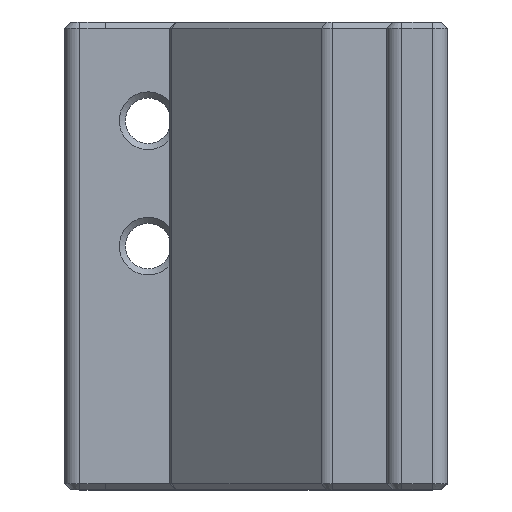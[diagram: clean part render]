
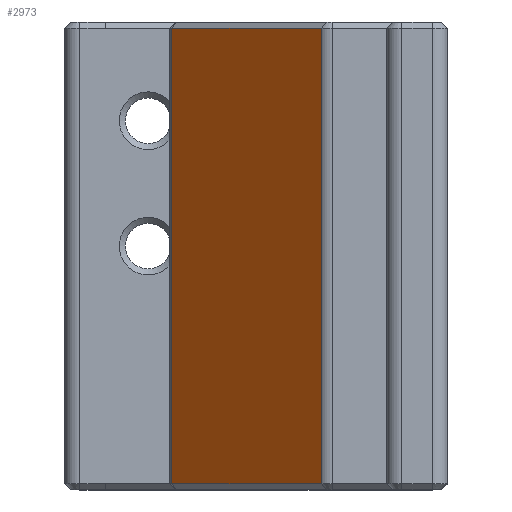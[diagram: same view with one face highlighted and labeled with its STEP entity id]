
A CAD part, left-side view. The second image highlights one B-rep face of the part: STEP entity #2973.
In plain terms, the highlighted planar face has unit normal (-0.707, 0.707, 0).
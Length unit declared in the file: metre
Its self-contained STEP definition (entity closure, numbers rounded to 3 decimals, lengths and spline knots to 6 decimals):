
#236=LINE('',#4661,#466);
#237=LINE('',#4664,#467);
#238=LINE('',#4666,#468);
#239=LINE('',#4668,#469);
#466=VECTOR('',#3650,1.);
#467=VECTOR('',#3651,1.);
#468=VECTOR('',#3652,1.);
#469=VECTOR('',#3653,1.);
#735=ORIENTED_EDGE('',*,*,#1570,.T.);
#736=ORIENTED_EDGE('',*,*,#1571,.T.);
#737=ORIENTED_EDGE('',*,*,#1572,.T.);
#738=ORIENTED_EDGE('',*,*,#1573,.T.);
#1570=EDGE_CURVE('',#1987,#1988,#236,.F.);
#1571=EDGE_CURVE('',#1988,#1989,#237,.T.);
#1572=EDGE_CURVE('',#1989,#1990,#238,.T.);
#1573=EDGE_CURVE('',#1990,#1987,#239,.T.);
#1987=VERTEX_POINT('',#4662);
#1988=VERTEX_POINT('',#4663);
#1989=VERTEX_POINT('',#4665);
#1990=VERTEX_POINT('',#4667);
#2324=EDGE_LOOP('',(#735,#736,#737,#738));
#2612=FACE_BOUND('',#2324,.T.);
#2890=PLANE('',#3211);
#2973=ADVANCED_FACE('',(#2612),#2890,.T.);
#3211=AXIS2_PLACEMENT_3D('',#4660,#3648,#3649);
#3648=DIRECTION('',(-0.707,0.707,0.));
#3649=DIRECTION('',(0.707,0.707,0.));
#3650=DIRECTION('',(0.,0.,-1.));
#3651=DIRECTION('',(0.707,0.707,0.));
#3652=DIRECTION('',(0.,0.,-1.));
#3653=DIRECTION('',(-0.707,-0.707,0.));
#4660=CARTESIAN_POINT('',(0.1409,-0.104962,0.093709));
#4661=CARTESIAN_POINT('',(0.133193,-0.11267,0.093709));
#4662=CARTESIAN_POINT('',(0.133193,-0.11267,0.063306));
#4663=CARTESIAN_POINT('',(0.133193,-0.11267,0.093312));
#4664=CARTESIAN_POINT('',(0.1409,-0.104962,0.093312));
#4665=CARTESIAN_POINT('',(0.143047,-0.102816,0.093312));
#4666=CARTESIAN_POINT('',(0.143047,-0.102816,0.093709));
#4667=CARTESIAN_POINT('',(0.143047,-0.102816,0.063306));
#4668=CARTESIAN_POINT('',(0.1409,-0.104962,0.063306));
